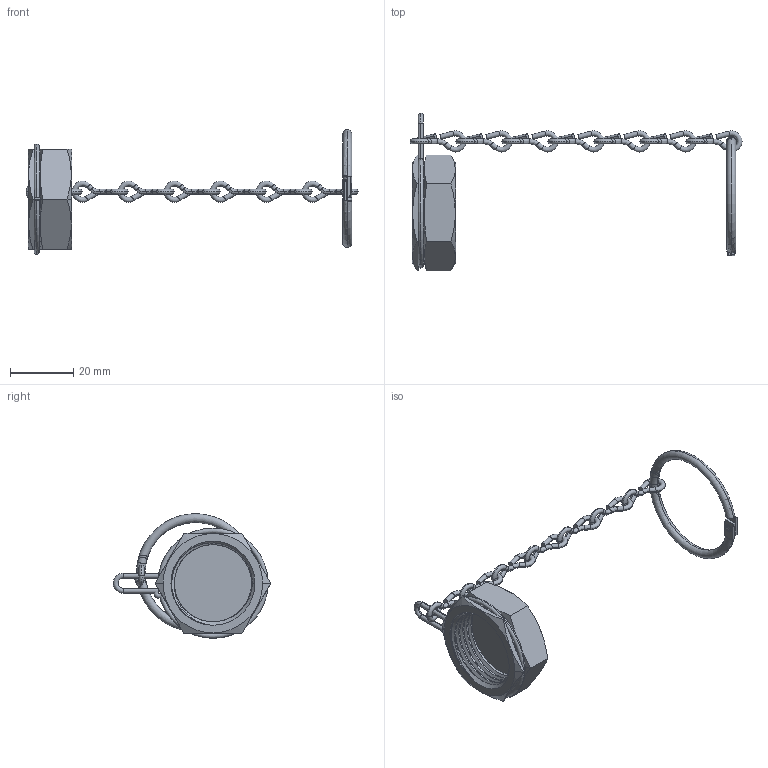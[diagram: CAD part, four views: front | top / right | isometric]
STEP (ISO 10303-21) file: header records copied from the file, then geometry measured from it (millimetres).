
FILE_DESCRIPTION (( 'STEP AP203' ), '1' );
FILE_NAME ('CAP-660BR-TCR.STEP', '2025-08-22T14:53:58', ( '' ), ( '' ), 'SwSTEP 2.0', 'SolidWorks 2018', '' );
FILE_SCHEMA (( 'CONFIG_CONTROL_DESIGN' ));
Length unit declared in the file: inch
Products named in the file (9): PRT-002255_SMALL PIN; PRT-002239_STAINLESS; CAP-660BR-TCR; PRT-000946; PRT-002285; PRT-002245_RING-1.187D HALF; ASY-000291; ASY-000211_Straight Chain; PRT-004002
Assembly tree (15 placements, depth 3):
  CAP-660BR-TCR
    PRT-000946
    PRT-004002
    ASY-000211_Straight Chain
      PRT-002239_STAINLESS  x7
    PRT-002285
    ASY-000291
      PRT-002245_RING-1.187D HALF  x2
      PRT-002255_SMALL PIN
Bounding box: 105.14 x 49.92 x 39.5 mm (x, y, z)
Volume: 8778.1 mm3; surface area: 8771.4 mm2
Topology: 13 solids, 13 shells, 304 faces, 773 edges, 483 vertices
Faces by surface type: cylinder 117, torus 68, plane 56, bspline 39, sphere 16, cone 8
Entity records: 8623 total; most frequent: CARTESIAN_POINT 4151, ORIENTED_EDGE 764, DIRECTION 624, EDGE_CURVE 382, AXIS2_PLACEMENT_3D 266, VERTEX_POINT 262, B_SPLINE_CURVE_WITH_KNOTS 164, EDGE_LOOP 142
